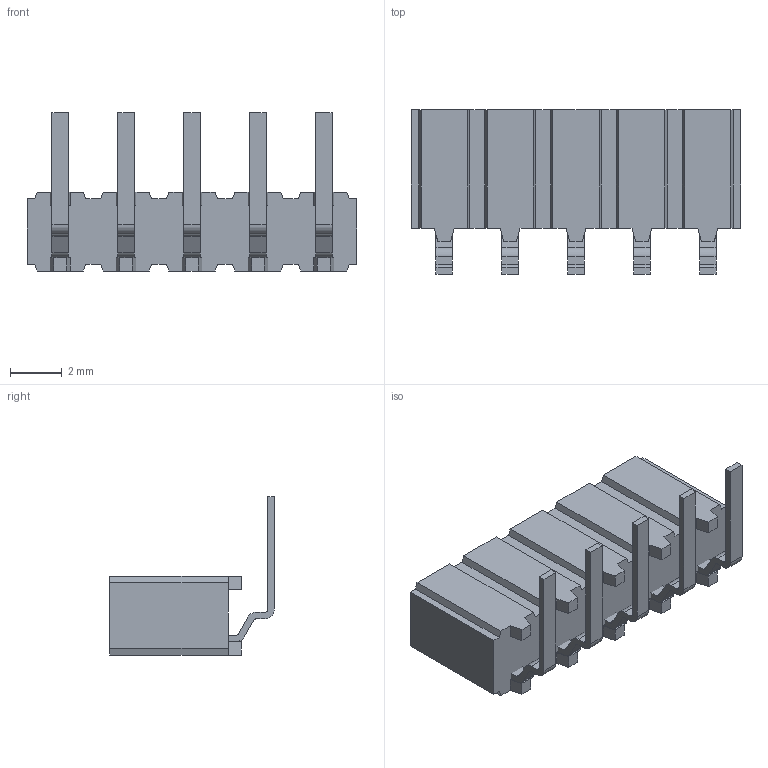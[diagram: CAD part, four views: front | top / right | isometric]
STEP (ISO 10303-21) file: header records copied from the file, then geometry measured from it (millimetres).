
FILE_DESCRIPTION(/* description */ ('STEP AP214'),/* implementation_level */ '2;1');
FILE_NAME(/* name */ 'CES-105-02-T-S-RA',/* time_stamp */ '2022-11-09T21:32:03+01:00',/* author */ ('License CC BY-ND 4.0'),/* organization */ ('CADENAS'),/* preprocessor_version */ 'ST-DEVELOPER v18.102',/* originating_system */ 'PARTsolutions',/* authorisation */ ' ');
FILE_SCHEMA (('AUTOMOTIVE_DESIGN {1 0 10303 214 3 1 1}'));
Length unit declared in the file: inch
Products named in the file (3): CES-105-02-T-S-RA; 010502SRA; CES-105-01-S_socket
Assembly tree (2 placements, depth 2):
  CES-105-02-T-S-RA
    010502SRA
    CES-105-01-S_socket
Bounding box: 12.7 x 6.35 x 6.1 mm (x, y, z)
Volume: 256.5 mm3; surface area: 569 mm2
Topology: 2 solids, 2 shells, 227 faces, 624 edges, 416 vertices
Faces by surface type: plane 197, cylinder 30
Entity records: 7196 total; most frequent: CARTESIAN_POINT 1270, ORIENTED_EDGE 1248, DIRECTION 1144, EDGE_CURVE 624, LINE 564, VECTOR 564, VERTEX_POINT 416, AXIS2_PLACEMENT_3D 290
